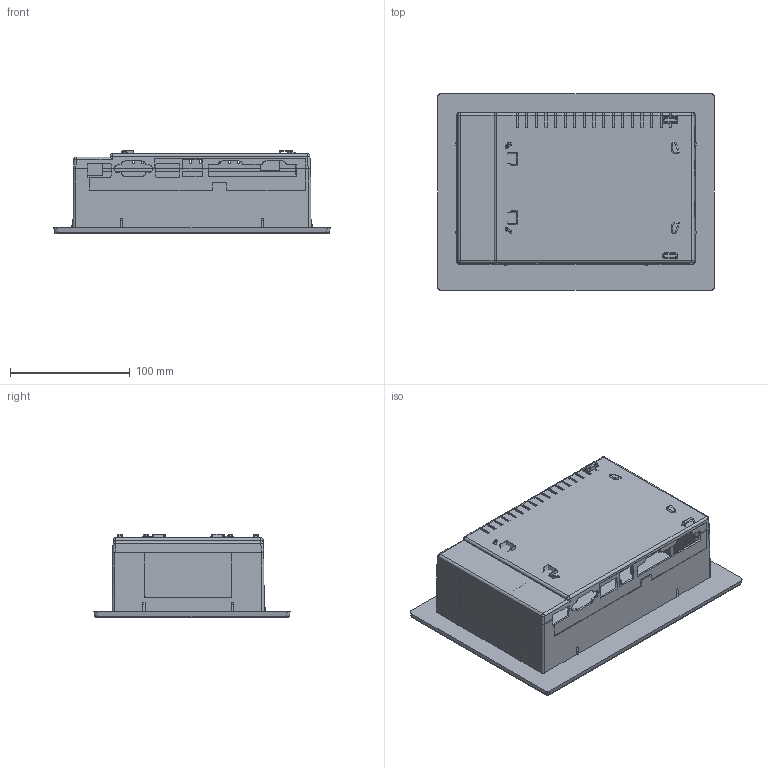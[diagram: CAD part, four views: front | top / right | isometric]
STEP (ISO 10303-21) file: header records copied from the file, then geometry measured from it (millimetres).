
FILE_DESCRIPTION((''),'2;1');
FILE_NAME('NX25X.stp','2012-07-13T09:12:16',('jlembke'),(''),'Autodesk Inventor 2010','Autodesk Inventor 2010','');
FILE_SCHEMA(('CONFIG_CONTROL_DESIGN'));
Length unit declared in the file: inch
Products named in the file (1): NX25X
Bounding box: 230.55 x 163.67 x 69.79 mm (x, y, z)
Surface area: 202409.5 mm2 (no closed solid volume)
Topology: 0 solids, 45 shells, 341 faces, 1628 edges, 1245 vertices
Faces by surface type: plane 218, cylinder 83, bspline 25, sphere 7, cone 6, torus 2
Entity records: 17099 total; most frequent: CARTESIAN_POINT 4462, ORIENTED_EDGE 2344, DIRECTION 2184, EDGE_CURVE 1624, VERTEX_POINT 1245, VECTOR 1230, LINE 1230, AXIS2_PLACEMENT_3D 477
